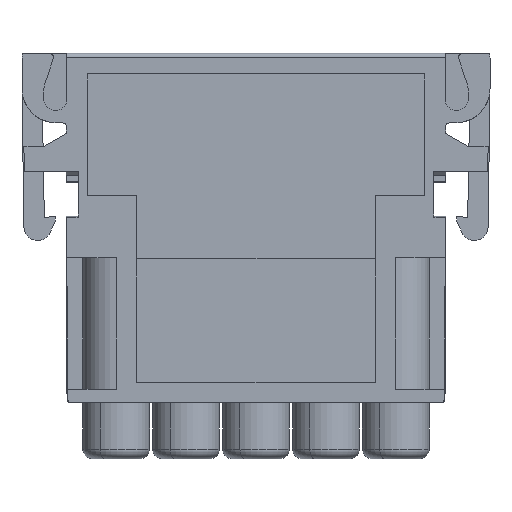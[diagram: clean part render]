
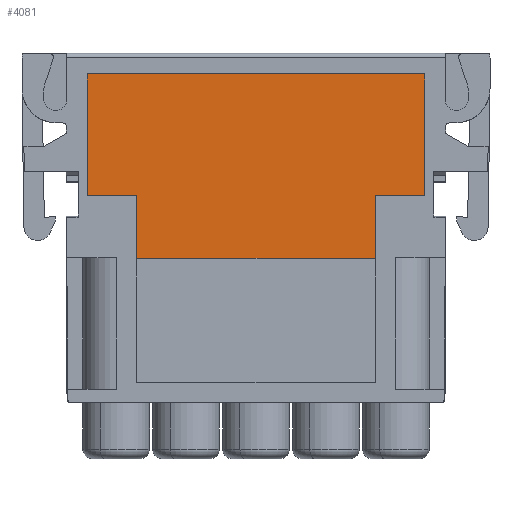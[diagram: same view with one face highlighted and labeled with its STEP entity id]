
A CAD part, left-side view. The second image highlights one B-rep face of the part: STEP entity #4081.
In plain terms, the highlighted planar face has unit normal (-1, 0, 0).
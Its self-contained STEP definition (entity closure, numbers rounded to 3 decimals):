
#4050=AXIS2_PLACEMENT_3D('Plane Axis2P3D',#4047,#4048,#4049) ;
#3899=CARTESIAN_POINT('Vertex',(0.1,8.34,19.1)) ;
#3913=CARTESIAN_POINT('Vertex',(0.1,4.725,19.1)) ;
#3916=CARTESIAN_POINT('Line Origine',(0.1,6.532,19.1)) ;
#3944=CARTESIAN_POINT('Vertex',(0.1,4.725,27.95)) ;
#3947=CARTESIAN_POINT('Line Origine',(0.1,4.725,23.525)) ;
#3975=CARTESIAN_POINT('Vertex',(0.1,29.275,27.95)) ;
#3978=CARTESIAN_POINT('Line Origine',(0.1,17.,27.95)) ;
#4006=CARTESIAN_POINT('Vertex',(0.1,29.275,19.1)) ;
#4009=CARTESIAN_POINT('Line Origine',(0.1,29.275,23.525)) ;
#4032=CARTESIAN_POINT('Vertex',(0.1,25.66,19.1)) ;
#4035=CARTESIAN_POINT('Line Origine',(0.1,27.467,19.1)) ;
#4047=CARTESIAN_POINT('Axis2P3D Location',(0.1,0.,0.)) ;
#4052=CARTESIAN_POINT('Line Origine',(0.1,8.34,16.825)) ;
#4056=CARTESIAN_POINT('Vertex',(0.1,8.34,14.55)) ;
#4059=CARTESIAN_POINT('Line Origine',(0.1,25.66,16.825)) ;
#4063=CARTESIAN_POINT('Vertex',(0.1,25.66,14.55)) ;
#4066=CARTESIAN_POINT('Line Origine',(0.1,17.,14.55)) ;
#3917=DIRECTION('Vector Direction',(0.,1.,0.)) ;
#3948=DIRECTION('Vector Direction',(0.,0.,-1.)) ;
#3979=DIRECTION('Vector Direction',(0.,-1.,0.)) ;
#4010=DIRECTION('Vector Direction',(0.,0.,1.)) ;
#4036=DIRECTION('Vector Direction',(0.,1.,0.)) ;
#4048=DIRECTION('Axis2P3D Direction',(-1.,0.,0.)) ;
#4049=DIRECTION('Axis2P3D XDirection',(0.,1.,0.)) ;
#4053=DIRECTION('Vector Direction',(0.,0.,-1.)) ;
#4060=DIRECTION('Vector Direction',(0.,0.,1.)) ;
#4067=DIRECTION('Vector Direction',(0.,1.,0.)) ;
#3918=VECTOR('Line Direction',#3917,1.) ;
#3949=VECTOR('Line Direction',#3948,1.) ;
#3980=VECTOR('Line Direction',#3979,1.) ;
#4011=VECTOR('Line Direction',#4010,1.) ;
#4037=VECTOR('Line Direction',#4036,1.) ;
#4054=VECTOR('Line Direction',#4053,1.) ;
#4061=VECTOR('Line Direction',#4060,1.) ;
#4068=VECTOR('Line Direction',#4067,1.) ;
#4072=ORIENTED_EDGE('',*,*,#4058,.T.) ;
#4073=ORIENTED_EDGE('',*,*,#3920,.T.) ;
#4074=ORIENTED_EDGE('',*,*,#3951,.T.) ;
#4075=ORIENTED_EDGE('',*,*,#3982,.T.) ;
#4076=ORIENTED_EDGE('',*,*,#4013,.T.) ;
#4077=ORIENTED_EDGE('',*,*,#4039,.T.) ;
#4078=ORIENTED_EDGE('',*,*,#4065,.T.) ;
#4079=ORIENTED_EDGE('',*,*,#4070,.F.) ;
#4081=ADVANCED_FACE('Hauptkoerper',(#4080),#4051,.T.) ;
#3920=EDGE_CURVE('',#3900,#3914,#3919,.F.) ;
#3951=EDGE_CURVE('',#3914,#3945,#3950,.F.) ;
#3982=EDGE_CURVE('',#3945,#3976,#3981,.F.) ;
#4013=EDGE_CURVE('',#3976,#4007,#4012,.F.) ;
#4039=EDGE_CURVE('',#4007,#4033,#4038,.F.) ;
#4058=EDGE_CURVE('',#4057,#3900,#4055,.F.) ;
#4065=EDGE_CURVE('',#4033,#4064,#4062,.F.) ;
#4070=EDGE_CURVE('',#4057,#4064,#4069,.T.) ;
#4071=EDGE_LOOP('',(#4072,#4073,#4074,#4075,#4076,#4077,#4078,#4079)) ;
#4080=FACE_OUTER_BOUND('',#4071,.T.) ;
#3919=LINE('Line',#3916,#3918) ;
#3950=LINE('Line',#3947,#3949) ;
#3981=LINE('Line',#3978,#3980) ;
#4012=LINE('Line',#4009,#4011) ;
#4038=LINE('Line',#4035,#4037) ;
#4055=LINE('Line',#4052,#4054) ;
#4062=LINE('Line',#4059,#4061) ;
#4069=LINE('Line',#4066,#4068) ;
#4051=PLANE('',#4050) ;
#3900=VERTEX_POINT('',#3899) ;
#3914=VERTEX_POINT('',#3913) ;
#3945=VERTEX_POINT('',#3944) ;
#3976=VERTEX_POINT('',#3975) ;
#4007=VERTEX_POINT('',#4006) ;
#4033=VERTEX_POINT('',#4032) ;
#4057=VERTEX_POINT('',#4056) ;
#4064=VERTEX_POINT('',#4063) ;
